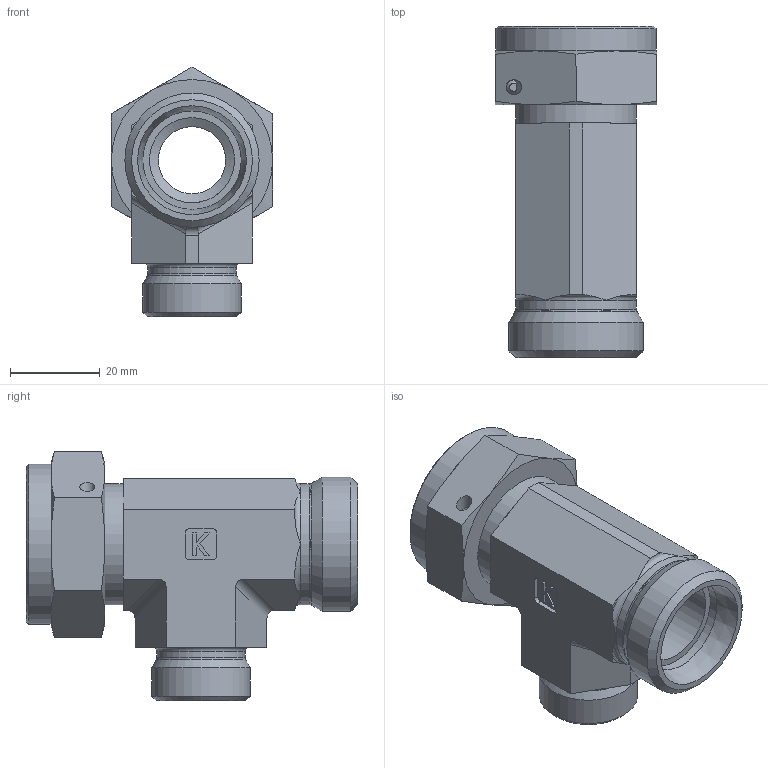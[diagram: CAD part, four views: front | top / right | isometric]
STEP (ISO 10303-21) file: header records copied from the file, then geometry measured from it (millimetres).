
FILE_DESCRIPTION((''),'2;1');
FILE_NAME('37681222215.stp','2013-06-17T11:22:38',('User'),(''),'Autodesk Inventor 2012','Autodesk Inventor 2012','');
FILE_SCHEMA(('AUTOMOTIVE_DESIGN { 1 0 10303 214 1 1 1 1 }'));
Length unit declared in the file: millimetre
Products named in the file (1): Součást13
Bounding box: 36 x 74 x 55.78 mm (x, y, z)
Volume: 40673.6 mm3; surface area: 17812.9 mm2
Topology: 2 solids, 2 shells, 143 faces, 341 edges, 213 vertices
Faces by surface type: plane 78, cone 26, cylinder 25, torus 14
Full cylindrical faces by diameter (mm): 3.4 x1, 12 x1, 15 x2, 19 x1, 19.7 x1, 22 x2, 27 x2, 27.835 x1, 30 x1, 35.8 x1
Entity records: 3984 total; most frequent: CARTESIAN_POINT 877, DIRECTION 643, ORIENTED_EDGE 594, EDGE_CURVE 297, AXIS2_PLACEMENT_3D 255, VERTEX_POINT 202, EDGE_LOOP 193, FACE_OUTER_BOUND 143
